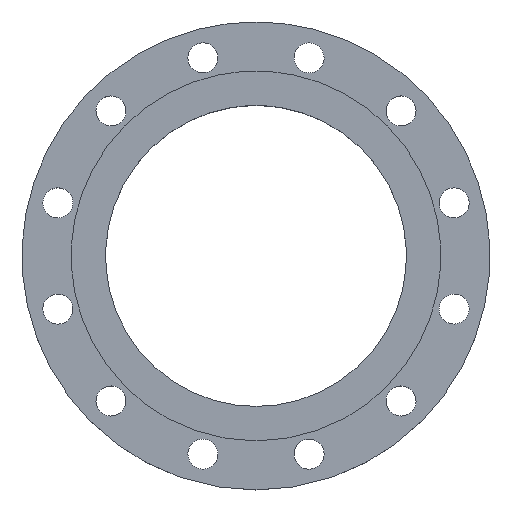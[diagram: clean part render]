
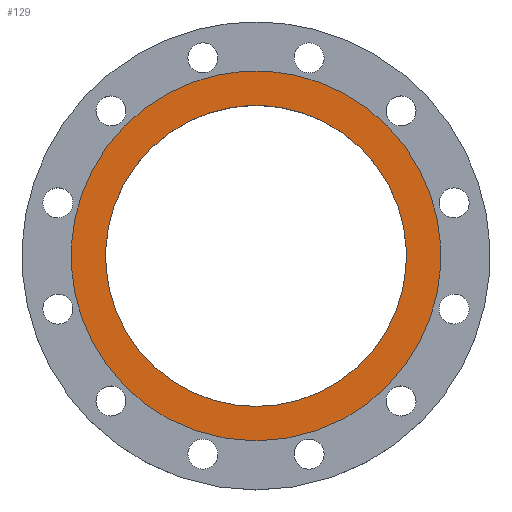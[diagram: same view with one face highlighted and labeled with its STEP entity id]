
A CAD part, top view. The second image highlights one B-rep face of the part: STEP entity #129.
In plain terms, the highlighted free-form (B-spline) face has degree [1, 1] with [2, 2] control points.
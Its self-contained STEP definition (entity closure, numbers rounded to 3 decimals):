
#24 = VERTEX_POINT('',#25);
#25 = CARTESIAN_POINT('',(0.,-185.399,99.677));
#30 = EDGE_CURVE('',#24,#31,#33,.T.);
#31 = VERTEX_POINT('',#32);
#32 = CARTESIAN_POINT('',(0.,185.399,
    99.677));
#33 = ( BOUNDED_CURVE() B_SPLINE_CURVE(2,(#34,#35,#36,#37,#38),
.UNSPECIFIED.,.F.,.F.) B_SPLINE_CURVE_WITH_KNOTS((3,2,3),(0.,
1.571,3.142),.PIECEWISE_BEZIER_KNOTS.) CURVE() 
GEOMETRIC_REPRESENTATION_ITEM() RATIONAL_B_SPLINE_CURVE((1.,
0.707,1.,0.707,1.)) REPRESENTATION_ITEM('') );
#34 = CARTESIAN_POINT('',(0.,-185.399,
    99.677));
#35 = CARTESIAN_POINT('',(-185.399,-185.399,
    99.677));
#36 = CARTESIAN_POINT('',(-185.399,0.,
    99.677));
#37 = CARTESIAN_POINT('',(-185.399,185.399,
    99.677));
#38 = CARTESIAN_POINT('',(0.,185.399,
    99.677));
#111 = EDGE_CURVE('',#24,#31,#112,.T.);
#112 = ( BOUNDED_CURVE() B_SPLINE_CURVE(2,(#113,#114,#115,#116,#117),
.UNSPECIFIED.,.F.,.F.) B_SPLINE_CURVE_WITH_KNOTS((3,2,3),(0.,
1.571,3.142),.PIECEWISE_BEZIER_KNOTS.) CURVE() 
GEOMETRIC_REPRESENTATION_ITEM() RATIONAL_B_SPLINE_CURVE((1.,
0.707,1.,0.707,1.)) REPRESENTATION_ITEM('') );
#113 = CARTESIAN_POINT('',(0.,-185.399,99.677));
#114 = CARTESIAN_POINT('',(185.399,-185.399,
    99.677));
#115 = CARTESIAN_POINT('',(185.399,0.,
    99.677));
#116 = CARTESIAN_POINT('',(185.399,185.399,
    99.677));
#117 = CARTESIAN_POINT('',(0.,185.399,
    99.677));
#129 = ADVANCED_FACE('',(#130,#152),#156,.F.);
#130 = FACE_BOUND('',#131,.T.);
#131 = EDGE_LOOP('',(#132,#144));
#132 = ORIENTED_EDGE('',*,*,#133,.F.);
#133 = EDGE_CURVE('',#134,#136,#138,.T.);
#134 = VERTEX_POINT('',#135);
#135 = CARTESIAN_POINT('',(0.,-227.833,99.677));
#136 = VERTEX_POINT('',#137);
#137 = CARTESIAN_POINT('',(0.,227.833,
    99.677));
#138 = ( BOUNDED_CURVE() B_SPLINE_CURVE(2,(#139,#140,#141,#142,#143),
.UNSPECIFIED.,.F.,.F.) B_SPLINE_CURVE_WITH_KNOTS((3,2,3),(0.,
1.571,3.142),.PIECEWISE_BEZIER_KNOTS.) CURVE() 
GEOMETRIC_REPRESENTATION_ITEM() RATIONAL_B_SPLINE_CURVE((1.,
0.707,1.,0.707,1.)) REPRESENTATION_ITEM('') );
#139 = CARTESIAN_POINT('',(0.,-227.833,
    99.677));
#140 = CARTESIAN_POINT('',(-227.833,-227.833,99.677
    ));
#141 = CARTESIAN_POINT('',(-227.833,0.,
    99.677));
#142 = CARTESIAN_POINT('',(-227.833,227.833,
    99.677));
#143 = CARTESIAN_POINT('',(0.,227.833,
    99.677));
#144 = ORIENTED_EDGE('',*,*,#145,.T.);
#145 = EDGE_CURVE('',#134,#136,#146,.T.);
#146 = ( BOUNDED_CURVE() B_SPLINE_CURVE(2,(#147,#148,#149,#150,#151),
.UNSPECIFIED.,.F.,.F.) B_SPLINE_CURVE_WITH_KNOTS((3,2,3),(0.,
1.571,3.142),.PIECEWISE_BEZIER_KNOTS.) CURVE() 
GEOMETRIC_REPRESENTATION_ITEM() RATIONAL_B_SPLINE_CURVE((1.,
0.707,1.,0.707,1.)) REPRESENTATION_ITEM('') );
#147 = CARTESIAN_POINT('',(0.,-227.833,99.677));
#148 = CARTESIAN_POINT('',(227.833,-227.833,
    99.677));
#149 = CARTESIAN_POINT('',(227.833,0.,
    99.677));
#150 = CARTESIAN_POINT('',(227.833,227.833,
    99.677));
#151 = CARTESIAN_POINT('',(0.,227.833,
    99.677));
#152 = FACE_BOUND('',#153,.T.);
#153 = EDGE_LOOP('',(#154,#155));
#154 = ORIENTED_EDGE('',*,*,#111,.F.);
#155 = ORIENTED_EDGE('',*,*,#30,.T.);
#156 = B_SPLINE_SURFACE_WITH_KNOTS('',1,1,(
    (#157,#158)
    ,(#159,#160
    )),.UNSPECIFIED.,.F.,.F.,.F.,(2,2),(2,2),(-160.,160.),(-160.,160.),
  .PIECEWISE_BEZIER_KNOTS.);
#157 = CARTESIAN_POINT('',(227.833,227.833,
    99.677));
#158 = CARTESIAN_POINT('',(-227.833,227.833,
    99.677));
#159 = CARTESIAN_POINT('',(227.833,-227.833,
    99.677));
#160 = CARTESIAN_POINT('',(-227.833,-227.833,99.677
    ));
